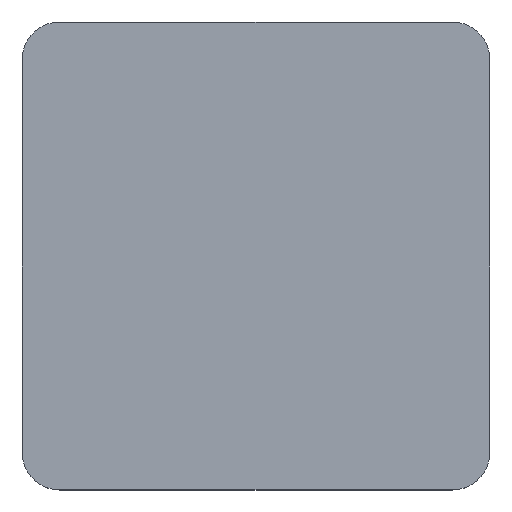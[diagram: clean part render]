
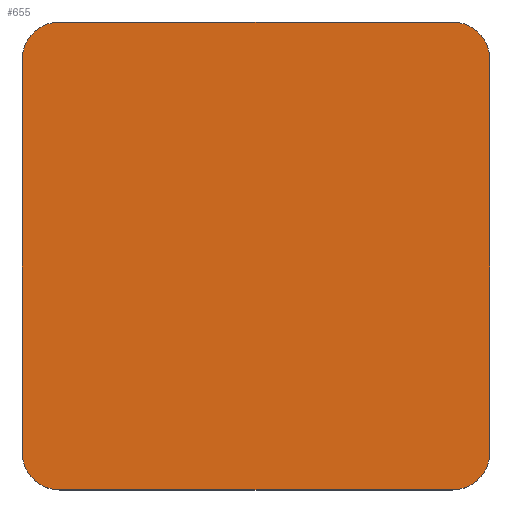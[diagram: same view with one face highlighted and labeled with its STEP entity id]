
A CAD part, top view. The second image highlights one B-rep face of the part: STEP entity #655.
In plain terms, the highlighted planar face has unit normal (0, 0, 1).
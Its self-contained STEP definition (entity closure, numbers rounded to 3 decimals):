
#35 = DIRECTION ( 'NONE',  ( 1., 0., 0. ) ) ;
#47 = EDGE_CURVE ( 'NONE', #371, #104, #1779, .T. ) ;
#48 = ORIENTED_EDGE ( 'NONE', *, *, #437, .T. ) ;
#60 = LINE ( 'NONE', #1045, #298 ) ;
#104 = VERTEX_POINT ( 'NONE', #810 ) ;
#112 = EDGE_LOOP ( 'NONE', ( #1229, #250, #48, #586, #1567, #1793, #1107, #1476 ) ) ;
#113 = EDGE_CURVE ( 'NONE', #1765, #1019, #931, .T. ) ;
#149 = DIRECTION ( 'NONE',  ( -1., 0., 0. ) ) ;
#159 = CARTESIAN_POINT ( 'NONE',  ( 26., 31., 2. ) ) ;
#177 = AXIS2_PLACEMENT_3D ( 'NONE', #1003, #1693, #149 ) ;
#198 = CARTESIAN_POINT ( 'NONE',  ( 26., 26., 2. ) ) ;
#250 = ORIENTED_EDGE ( 'NONE', *, *, #295, .T. ) ;
#286 = EDGE_CURVE ( 'NONE', #1019, #1260, #413, .T. ) ;
#294 = DIRECTION ( 'NONE',  ( 0., 1., 0. ) ) ;
#295 = EDGE_CURVE ( 'NONE', #104, #549, #587, .T. ) ;
#298 = VECTOR ( 'NONE', #1331, 1000. ) ;
#347 = CARTESIAN_POINT ( 'NONE',  ( -31., 26., 2. ) ) ;
#361 = EDGE_CURVE ( 'NONE', #1260, #371, #60, .T. ) ;
#371 = VERTEX_POINT ( 'NONE', #1591 ) ;
#372 = CARTESIAN_POINT ( 'NONE',  ( -26., -31., 2. ) ) ;
#378 = VECTOR ( 'NONE', #673, 1000. ) ;
#413 = CIRCLE ( 'NONE', #177, 5. ) ;
#437 = EDGE_CURVE ( 'NONE', #549, #982, #647, .T. ) ;
#501 = VECTOR ( 'NONE', #294, 1000. ) ;
#549 = VERTEX_POINT ( 'NONE', #1351 ) ;
#586 = ORIENTED_EDGE ( 'NONE', *, *, #924, .T. ) ;
#587 = LINE ( 'NONE', #1011, #501 ) ;
#616 = CARTESIAN_POINT ( 'NONE',  ( -26., 31., 2. ) ) ;
#645 = CARTESIAN_POINT ( 'NONE',  ( -31., -26., 2. ) ) ;
#647 = CIRCLE ( 'NONE', #913, 5. ) ;
#655 = ADVANCED_FACE ( 'NONE', ( #1685 ), #1663, .T. ) ;
#673 = DIRECTION ( 'NONE',  ( 0., -1., 0. ) ) ;
#715 = CARTESIAN_POINT ( 'NONE',  ( -26., 26., 2. ) ) ;
#810 = CARTESIAN_POINT ( 'NONE',  ( 31., -26., 2. ) ) ;
#819 = CARTESIAN_POINT ( 'NONE',  ( -31., -26., 2. ) ) ;
#836 = AXIS2_PLACEMENT_3D ( 'NONE', #715, #1102, #1408 ) ;
#901 = CARTESIAN_POINT ( 'NONE',  ( 26., 31., 2. ) ) ;
#913 = AXIS2_PLACEMENT_3D ( 'NONE', #198, #1472, #35 ) ;
#924 = EDGE_CURVE ( 'NONE', #982, #935, #1749, .T. ) ;
#931 = LINE ( 'NONE', #819, #378 ) ;
#935 = VERTEX_POINT ( 'NONE', #616 ) ;
#982 = VERTEX_POINT ( 'NONE', #901 ) ;
#1003 = CARTESIAN_POINT ( 'NONE',  ( -26., -26., 2. ) ) ;
#1005 = DIRECTION ( 'NONE',  ( 1., 0., 0. ) ) ;
#1011 = CARTESIAN_POINT ( 'NONE',  ( 31., -26., 2. ) ) ;
#1019 = VERTEX_POINT ( 'NONE', #645 ) ;
#1045 = CARTESIAN_POINT ( 'NONE',  ( 26., -31., 2. ) ) ;
#1102 = DIRECTION ( 'NONE',  ( 0., 0., 1. ) ) ;
#1103 = DIRECTION ( 'NONE',  ( 1., 0., 0. ) ) ;
#1107 = ORIENTED_EDGE ( 'NONE', *, *, #286, .T. ) ;
#1123 = CARTESIAN_POINT ( 'NONE',  ( 26., -26., 2. ) ) ;
#1140 = DIRECTION ( 'NONE',  ( -1., 0., 0. ) ) ;
#1141 = DIRECTION ( 'NONE',  ( 0., 0., 1. ) ) ;
#1149 = AXIS2_PLACEMENT_3D ( 'NONE', #1123, #1141, #1005 ) ;
#1229 = ORIENTED_EDGE ( 'NONE', *, *, #47, .T. ) ;
#1235 = CARTESIAN_POINT ( 'NONE',  ( 26., -26., 2. ) ) ;
#1250 = AXIS2_PLACEMENT_3D ( 'NONE', #1235, #1706, #1103 ) ;
#1260 = VERTEX_POINT ( 'NONE', #372 ) ;
#1331 = DIRECTION ( 'NONE',  ( 1., 0., 0. ) ) ;
#1351 = CARTESIAN_POINT ( 'NONE',  ( 31., 26., 2. ) ) ;
#1408 = DIRECTION ( 'NONE',  ( 1., 0., 0. ) ) ;
#1472 = DIRECTION ( 'NONE',  ( 0., 0., 1. ) ) ;
#1476 = ORIENTED_EDGE ( 'NONE', *, *, #361, .T. ) ;
#1567 = ORIENTED_EDGE ( 'NONE', *, *, #1594, .T. ) ;
#1591 = CARTESIAN_POINT ( 'NONE',  ( 26., -31., 2. ) ) ;
#1594 = EDGE_CURVE ( 'NONE', #935, #1765, #1637, .T. ) ;
#1605 = VECTOR ( 'NONE', #1140, 1000. ) ;
#1637 = CIRCLE ( 'NONE', #836, 5. ) ;
#1663 = PLANE ( 'NONE',  #1250 ) ;
#1685 = FACE_OUTER_BOUND ( 'NONE', #112, .T. ) ;
#1693 = DIRECTION ( 'NONE',  ( 0., 0., 1. ) ) ;
#1706 = DIRECTION ( 'NONE',  ( 0., 0., 1. ) ) ;
#1749 = LINE ( 'NONE', #159, #1605 ) ;
#1765 = VERTEX_POINT ( 'NONE', #347 ) ;
#1779 = CIRCLE ( 'NONE', #1149, 5. ) ;
#1793 = ORIENTED_EDGE ( 'NONE', *, *, #113, .T. ) ;
